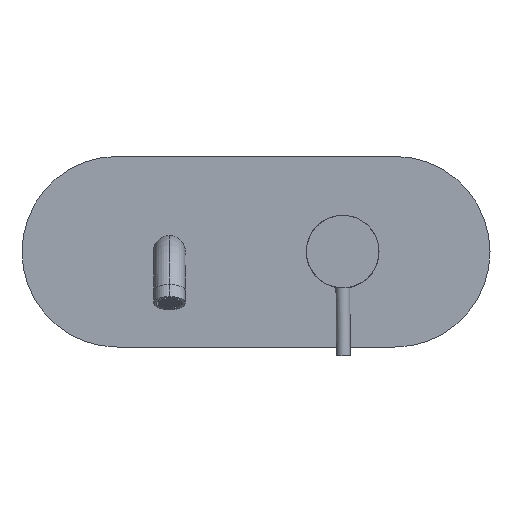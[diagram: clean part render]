
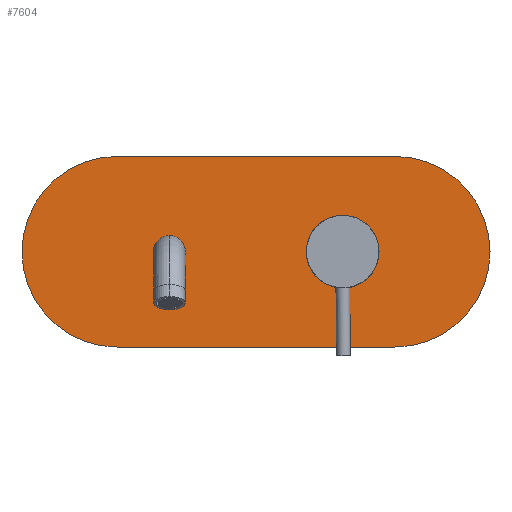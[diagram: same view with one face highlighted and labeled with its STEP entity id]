
A CAD part, top view. The second image highlights one B-rep face of the part: STEP entity #7604.
In plain terms, the highlighted planar face has unit normal (0, 0, 1).
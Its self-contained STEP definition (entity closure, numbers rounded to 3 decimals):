
#54 = AXIS2_PLACEMENT_3D ( 'NONE', #5959, #4226, #3381 ) ;
#62 = ORIENTED_EDGE ( 'NONE', *, *, #8945, .F. ) ;
#366 = VERTEX_POINT ( 'NONE', #4441 ) ;
#650 = CIRCLE ( 'NONE', #4504, 55. ) ;
#713 = ORIENTED_EDGE ( 'NONE', *, *, #10411, .T. ) ;
#830 = VERTEX_POINT ( 'NONE', #10522 ) ;
#874 = CARTESIAN_POINT ( 'NONE',  ( -108.08, 14.124, 3.25 ) ) ;
#1500 = ORIENTED_EDGE ( 'NONE', *, *, #9876, .T. ) ;
#1775 = CIRCLE ( 'NONE', #8624, 9.25 ) ;
#1812 = EDGE_CURVE ( 'NONE', #3593, #2700, #3565, .T. ) ;
#1856 = AXIS2_PLACEMENT_3D ( 'NONE', #3772, #5536, #7206 ) ;
#1932 = LINE ( 'NONE', #8532, #5409 ) ;
#1933 = EDGE_CURVE ( 'NONE', #8299, #366, #2237, .T. ) ;
#2007 = CIRCLE ( 'NONE', #54, 9.25 ) ;
#2028 = DIRECTION ( 'NONE',  ( 1., 0., 0. ) ) ;
#2237 = LINE ( 'NONE', #7952, #5089 ) ;
#2276 = DIRECTION ( 'NONE',  ( 1., 0., 0. ) ) ;
#2519 = VERTEX_POINT ( 'NONE', #8618 ) ;
#2553 = PLANE ( 'NONE',  #3517 ) ;
#2694 = CARTESIAN_POINT ( 'NONE',  ( -68.83, 14.124, 3.25 ) ) ;
#2700 = VERTEX_POINT ( 'NONE', #3110 ) ;
#2702 = EDGE_CURVE ( 'NONE', #2519, #9769, #650, .T. ) ;
#2949 = DIRECTION ( 'NONE',  ( -1., 0., 0. ) ) ;
#3041 = ORIENTED_EDGE ( 'NONE', *, *, #1812, .F. ) ;
#3047 = EDGE_CURVE ( 'NONE', #9769, #6618, #1932, .T. ) ;
#3110 = CARTESIAN_POINT ( 'NONE',  ( 0.92, 14.124, 3.25 ) ) ;
#3333 = DIRECTION ( 'NONE',  ( 0., 0., 1. ) ) ;
#3381 = DIRECTION ( 'NONE',  ( 1., 0., 0. ) ) ;
#3460 = EDGE_CURVE ( 'NONE', #830, #5676, #1775, .T. ) ;
#3517 = AXIS2_PLACEMENT_3D ( 'NONE', #874, #6664, #4123 ) ;
#3565 = CIRCLE ( 'NONE', #1856, 21. ) ;
#3593 = VERTEX_POINT ( 'NONE', #3999 ) ;
#3715 = DIRECTION ( 'NONE',  ( 0., 0., 1. ) ) ;
#3772 = CARTESIAN_POINT ( 'NONE',  ( 21.92, 14.124, 3.25 ) ) ;
#3946 = AXIS2_PLACEMENT_3D ( 'NONE', #4543, #3715, #8714 ) ;
#3987 = CARTESIAN_POINT ( 'NONE',  ( -108.08, 69.124, 3.25 ) ) ;
#3999 = CARTESIAN_POINT ( 'NONE',  ( 42.92, 14.124, 3.25 ) ) ;
#4123 = DIRECTION ( 'NONE',  ( 1., 0., 0. ) ) ;
#4206 = EDGE_LOOP ( 'NONE', ( #10541, #5323 ) ) ;
#4226 = DIRECTION ( 'NONE',  ( 0., 0., 1. ) ) ;
#4245 = FACE_BOUND ( 'NONE', #6721, .T. ) ;
#4441 = CARTESIAN_POINT ( 'NONE',  ( 51.92, -40.876, 3.25 ) ) ;
#4504 = AXIS2_PLACEMENT_3D ( 'NONE', #5514, #8952, #5624 ) ;
#4523 = CARTESIAN_POINT ( 'NONE',  ( 51.92, 14.124, 3.25 ) ) ;
#4543 = CARTESIAN_POINT ( 'NONE',  ( -108.08, 14.124, 3.25 ) ) ;
#4561 = AXIS2_PLACEMENT_3D ( 'NONE', #4523, #7792, #2028 ) ;
#4838 = CIRCLE ( 'NONE', #10642, 21. ) ;
#4940 = CARTESIAN_POINT ( 'NONE',  ( 21.92, 14.124, 3.25 ) ) ;
#5041 = FACE_OUTER_BOUND ( 'NONE', #10814, .T. ) ;
#5089 = VECTOR ( 'NONE', #7212, 1000. ) ;
#5165 = FACE_BOUND ( 'NONE', #4206, .T. ) ;
#5261 = ORIENTED_EDGE ( 'NONE', *, *, #3047, .T. ) ;
#5323 = ORIENTED_EDGE ( 'NONE', *, *, #3460, .F. ) ;
#5338 = DIRECTION ( 'NONE',  ( 0., 0., 1. ) ) ;
#5409 = VECTOR ( 'NONE', #2949, 1000. ) ;
#5514 = CARTESIAN_POINT ( 'NONE',  ( 51.92, 14.124, 3.25 ) ) ;
#5536 = DIRECTION ( 'NONE',  ( 0., 0., 1. ) ) ;
#5624 = DIRECTION ( 'NONE',  ( 1., 0., 0. ) ) ;
#5676 = VERTEX_POINT ( 'NONE', #2694 ) ;
#5959 = CARTESIAN_POINT ( 'NONE',  ( -78.08, 14.124, 3.25 ) ) ;
#6618 = VERTEX_POINT ( 'NONE', #3987 ) ;
#6664 = DIRECTION ( 'NONE',  ( 0., 0., 1. ) ) ;
#6721 = EDGE_LOOP ( 'NONE', ( #3041, #62 ) ) ;
#7206 = DIRECTION ( 'NONE',  ( 1., 0., 0. ) ) ;
#7212 = DIRECTION ( 'NONE',  ( 1., 0., 0. ) ) ;
#7286 = ORIENTED_EDGE ( 'NONE', *, *, #2702, .T. ) ;
#7604 = ADVANCED_FACE ( 'NONE', ( #5165, #4245, #5041 ), #2553, .T. ) ;
#7722 = CIRCLE ( 'NONE', #4561, 55. ) ;
#7792 = DIRECTION ( 'NONE',  ( 0., 0., 1. ) ) ;
#7952 = CARTESIAN_POINT ( 'NONE',  ( -108.08, -40.876, 3.25 ) ) ;
#8188 = CARTESIAN_POINT ( 'NONE',  ( -108.08, -40.876, 3.25 ) ) ;
#8246 = DIRECTION ( 'NONE',  ( 1., 0., 0. ) ) ;
#8299 = VERTEX_POINT ( 'NONE', #8188 ) ;
#8308 = CARTESIAN_POINT ( 'NONE',  ( 51.92, 69.124, 3.25 ) ) ;
#8488 = CIRCLE ( 'NONE', #3946, 55. ) ;
#8525 = ORIENTED_EDGE ( 'NONE', *, *, #1933, .T. ) ;
#8532 = CARTESIAN_POINT ( 'NONE',  ( -108.08, 69.124, 3.25 ) ) ;
#8618 = CARTESIAN_POINT ( 'NONE',  ( 106.92, 14.124, 3.25 ) ) ;
#8624 = AXIS2_PLACEMENT_3D ( 'NONE', #9631, #5338, #2276 ) ;
#8714 = DIRECTION ( 'NONE',  ( 1., 0., 0. ) ) ;
#8945 = EDGE_CURVE ( 'NONE', #2700, #3593, #4838, .T. ) ;
#8952 = DIRECTION ( 'NONE',  ( 0., 0., 1. ) ) ;
#9631 = CARTESIAN_POINT ( 'NONE',  ( -78.08, 14.124, 3.25 ) ) ;
#9769 = VERTEX_POINT ( 'NONE', #8308 ) ;
#9876 = EDGE_CURVE ( 'NONE', #366, #2519, #7722, .T. ) ;
#10156 = EDGE_CURVE ( 'NONE', #5676, #830, #2007, .T. ) ;
#10411 = EDGE_CURVE ( 'NONE', #6618, #8299, #8488, .T. ) ;
#10522 = CARTESIAN_POINT ( 'NONE',  ( -87.33, 14.124, 3.25 ) ) ;
#10541 = ORIENTED_EDGE ( 'NONE', *, *, #10156, .F. ) ;
#10642 = AXIS2_PLACEMENT_3D ( 'NONE', #4940, #3333, #8246 ) ;
#10814 = EDGE_LOOP ( 'NONE', ( #713, #8525, #1500, #7286, #5261 ) ) ;
